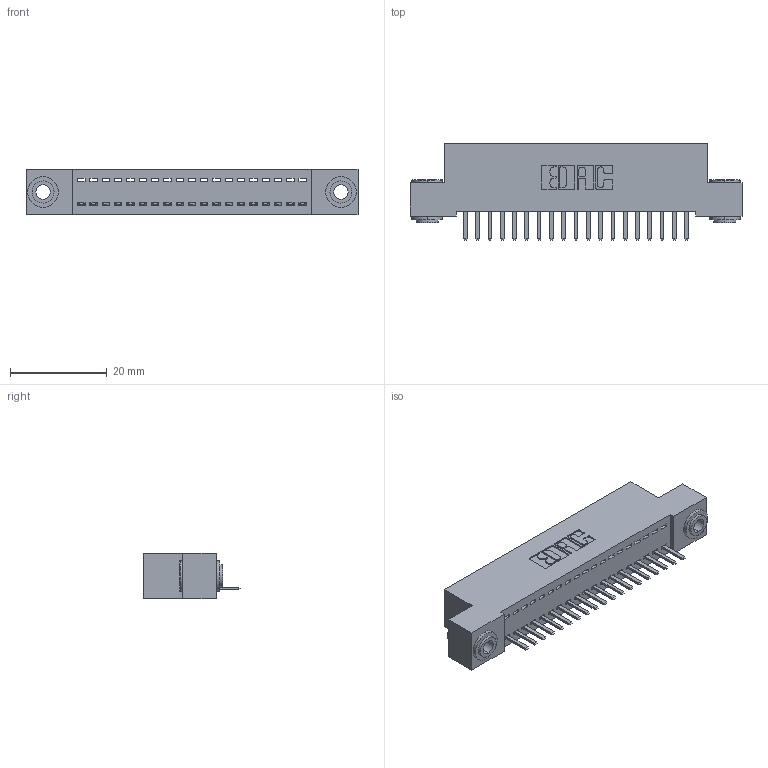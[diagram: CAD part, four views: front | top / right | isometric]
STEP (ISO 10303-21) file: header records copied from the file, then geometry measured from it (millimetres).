
FILE_DESCRIPTION (( 'STEP AP203' ), '1' );
FILE_NAME ('342-019-520-103.STEP', '2018-08-10T22:02:44', ( '' ), ( '' ), 'SwSTEP 2.0', 'SolidWorks 2016', '' );
FILE_SCHEMA (( 'CONFIG_CONTROL_DESIGN' ));
Length unit declared in the file: inch
Products named in the file (4): 342 Part_.156 TH; 345-292-001_345-293-120; 342-250-002_345-250-002-102; 342-019-520-103
Assembly tree (22 placements, depth 2):
  342-019-520-103
    342 Part_.156 TH
    345-292-001_345-293-120  x19
    342-250-002_345-250-002-102  x2
Bounding box: 68.58 x 20.02 x 9.4 mm (x, y, z)
Volume: 5896.5 mm3; surface area: 8280.7 mm2
Topology: 22 solids, 22 shells, 1326 faces, 3871 edges, 2526 vertices
Faces by surface type: plane 912, cylinder 406, cone 8
Entity records: 15222 total; most frequent: CARTESIAN_POINT 2618, ORIENTED_EDGE 2554, DIRECTION 2277, EDGE_CURVE 1277, VECTOR 1121, LINE 1121, VERTEX_POINT 846, AXIS2_PLACEMENT_3D 578
